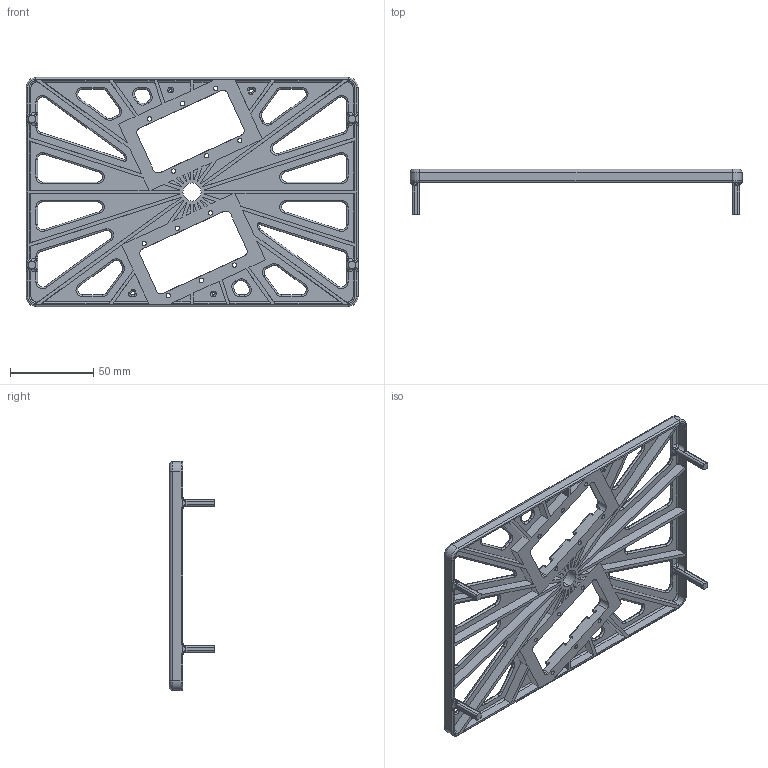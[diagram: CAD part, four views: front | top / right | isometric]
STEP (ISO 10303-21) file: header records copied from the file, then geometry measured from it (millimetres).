
FILE_DESCRIPTION (( 'STEP AP214' ), '1' );
FILE_NAME ('BatteryHolder.STEP', '2017-05-24T11:22:53', ( '' ), ( '' ), 'SwSTEP 2.0', 'SolidWorks 2016', '' );
FILE_SCHEMA (( 'AUTOMOTIVE_DESIGN' ));
Length unit declared in the file: millimetre
Products named in the file (2): BatteryHolder
Bounding box: 200 x 27.25 x 138 mm (x, y, z)
Volume: 75860.1 mm3; surface area: 65883.7 mm2
Topology: 1 solids, 1 shells, 888 faces, 2219 edges, 1329 vertices
Faces by surface type: cylinder 372, plane 240, torus 220, sphere 32, bspline 24
Entity records: 27587 total; most frequent: CARTESIAN_POINT 5990, DIRECTION 4862, ORIENTED_EDGE 4374, EDGE_CURVE 2187, AXIS2_PLACEMENT_3D 1913, VERTEX_POINT 1329, CIRCLE 1047, VECTOR 1036
